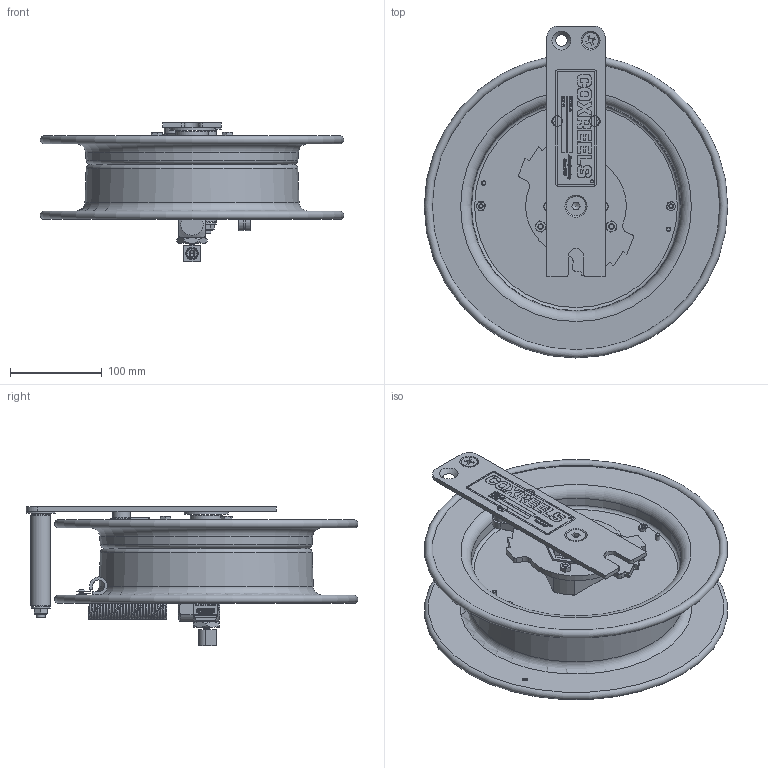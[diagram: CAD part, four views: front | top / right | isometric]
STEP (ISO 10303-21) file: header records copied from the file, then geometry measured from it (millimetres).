
FILE_DESCRIPTION(/* description */ (''),/* implementation_level */ '2;1');
FILE_NAME(/* name */ 'SR13-L125.stp',/* time_stamp */ '2016-03-09T10:11:24-07:00',/* author */ ('JKucera'),/* organization */ (''),/* preprocessor_version */ 'ST-DEVELOPER v15.6',/* originating_system */ 'Autodesk Inventor 2015',/* authorisation */ '');
FILE_SCHEMA (('AUTOMOTIVE_DESIGN { 1 0 10303 214 3 1 1 }'));
Length unit declared in the file: inch
Products named in the file (1): SR13-L125
Bounding box: 330.2 x 361.12 x 151.5 mm (x, y, z)
Surface area: 542902.9 mm2 (no closed solid volume)
Topology: 0 solids, 101 shells, 328 faces, 3240 edges, 2948 vertices
Faces by surface type: plane 208, cylinder 65, cone 32, torus 13, sphere 5, bspline 5
Full cylindrical faces by diameter (mm): 2.159 x1, 3.962 x2, 4.826 x4, 5.588 x1, 9.525 x1, 14.224 x1, 19.05 x1, 20.574 x1, 20.625 x3, 21.336 x1, 31.75 x1, 35.052 x1, 39.624 x1, 48.26 x1
Entity records: 37439 total; most frequent: CARTESIAN_POINT 16294, ORIENTED_EDGE 3577, DIRECTION 3396, EDGE_CURVE 3164, VERTEX_POINT 2926, LINE 1762, VECTOR 1762, AXIS2_PLACEMENT_3D 817
